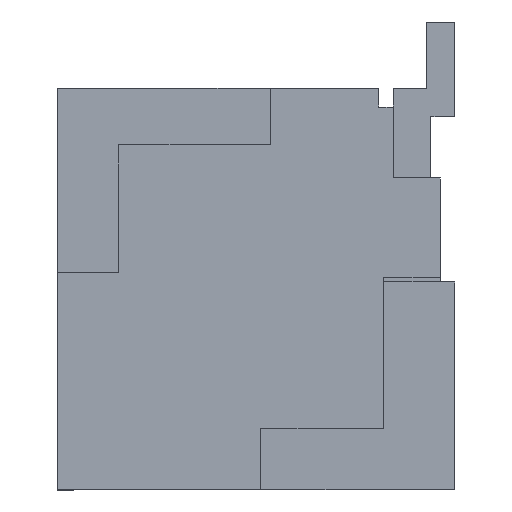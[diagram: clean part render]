
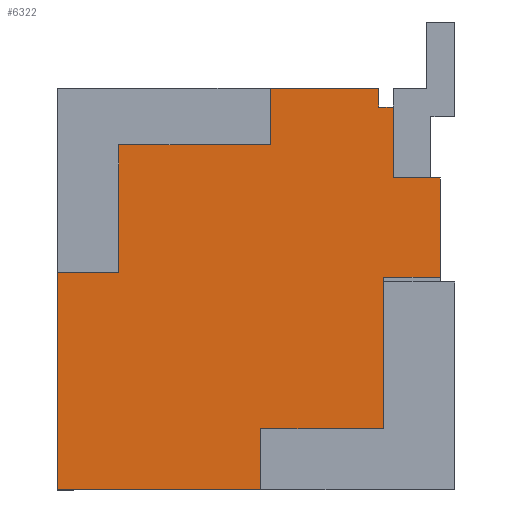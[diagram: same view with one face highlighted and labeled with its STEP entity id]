
A CAD part, left-side view. The second image highlights one B-rep face of the part: STEP entity #6322.
In plain terms, the highlighted planar face has unit normal (-1, 0, 0).
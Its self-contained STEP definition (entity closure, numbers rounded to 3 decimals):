
#61 = VERTEX_POINT ( 'NONE', #4555 ) ;
#67 = DIRECTION ( 'NONE',  ( 0., -1., 0. ) ) ;
#76 = CARTESIAN_POINT ( 'NONE',  ( -13.25, 0.475, 3.725 ) ) ;
#117 = EDGE_CURVE ( 'NONE', #1022, #2095, #2483, .T. ) ;
#136 = ORIENTED_EDGE ( 'NONE', *, *, #5808, .F. ) ;
#190 = VECTOR ( 'NONE', #2471, 1000. ) ;
#200 = LINE ( 'NONE', #496, #4902 ) ;
#323 = VERTEX_POINT ( 'NONE', #1295 ) ;
#364 = EDGE_CURVE ( 'NONE', #4072, #5821, #2341, .T. ) ;
#419 = CARTESIAN_POINT ( 'NONE',  ( -13.25, 1.625, 3.725 ) ) ;
#458 = ORIENTED_EDGE ( 'NONE', *, *, #569, .F. ) ;
#460 = CARTESIAN_POINT ( 'NONE',  ( -13.25, 3.225, 1.775 ) ) ;
#484 = ORIENTED_EDGE ( 'NONE', *, *, #4146, .T. ) ;
#496 = CARTESIAN_POINT ( 'NONE',  ( -13.25, 0.425, 3.725 ) ) ;
#518 = EDGE_CURVE ( 'NONE', #1954, #1022, #4461, .T. ) ;
#569 = EDGE_CURVE ( 'NONE', #61, #3978, #200, .T. ) ;
#592 = DIRECTION ( 'NONE',  ( 0., 1., 0. ) ) ;
#795 = VECTOR ( 'NONE', #2494, 1000. ) ;
#923 = CARTESIAN_POINT ( 'NONE',  ( -13.25, 0.325, 3.525 ) ) ;
#1018 = DIRECTION ( 'NONE',  ( 0., -1., 0. ) ) ;
#1020 = DIRECTION ( 'NONE',  ( 0., 0., -1. ) ) ;
#1022 = VERTEX_POINT ( 'NONE', #76 ) ;
#1080 = EDGE_CURVE ( 'NONE', #2496, #5150, #4278, .T. ) ;
#1082 = DIRECTION ( 'NONE',  ( 0., 0., 1. ) ) ;
#1083 = ORIENTED_EDGE ( 'NONE', *, *, #1080, .F. ) ;
#1134 = DIRECTION ( 'NONE',  ( 0., 1., 0. ) ) ;
#1201 = ORIENTED_EDGE ( 'NONE', *, *, #6121, .F. ) ;
#1205 = VECTOR ( 'NONE', #2304, 1000. ) ;
#1283 = VERTEX_POINT ( 'NONE', #3064 ) ;
#1295 = CARTESIAN_POINT ( 'NONE',  ( -13.25, 0.325, 3.525 ) ) ;
#1330 = CARTESIAN_POINT ( 'NONE',  ( -13.25, 3.875, 3.725 ) ) ;
#1334 = CARTESIAN_POINT ( 'NONE',  ( -13.25, 1.725, 0.125 ) ) ;
#1364 = ORIENTED_EDGE ( 'NONE', *, *, #4311, .F. ) ;
#1413 = ORIENTED_EDGE ( 'NONE', *, *, #2672, .T. ) ;
#1467 = DIRECTION ( 'NONE',  ( 0., 0., 1. ) ) ;
#1507 = ORIENTED_EDGE ( 'NONE', *, *, #5878, .T. ) ;
#1602 = LINE ( 'NONE', #6142, #5575 ) ;
#1680 = VECTOR ( 'NONE', #1082, 1000. ) ;
#1694 = EDGE_CURVE ( 'NONE', #2613, #4072, #5102, .T. ) ;
#1755 = PLANE ( 'NONE',  #5698 ) ;
#1871 = VECTOR ( 'NONE', #2267, 1000. ) ;
#1954 = VERTEX_POINT ( 'NONE', #4324 ) ;
#2014 = ORIENTED_EDGE ( 'NONE', *, *, #2133, .F. ) ;
#2018 = DIRECTION ( 'NONE',  ( 0., 0., 1. ) ) ;
#2049 = LINE ( 'NONE', #6143, #3622 ) ;
#2095 = VERTEX_POINT ( 'NONE', #5464 ) ;
#2133 = EDGE_CURVE ( 'NONE', #5835, #3537, #2503, .T. ) ;
#2267 = DIRECTION ( 'NONE',  ( 0., -1., 0. ) ) ;
#2268 = LINE ( 'NONE', #3486, #5463 ) ;
#2304 = DIRECTION ( 'NONE',  ( 0., 0., 1. ) ) ;
#2316 = CARTESIAN_POINT ( 'NONE',  ( -13.25, 1.725, -0.525 ) ) ;
#2317 = EDGE_CURVE ( 'NONE', #3978, #5835, #3040, .T. ) ;
#2341 = LINE ( 'NONE', #4707, #1871 ) ;
#2471 = DIRECTION ( 'NONE',  ( 0., 0., -1. ) ) ;
#2483 = LINE ( 'NONE', #3654, #3986 ) ;
#2494 = DIRECTION ( 'NONE',  ( 0., 0., 1. ) ) ;
#2496 = VERTEX_POINT ( 'NONE', #3767 ) ;
#2503 = LINE ( 'NONE', #5500, #190 ) ;
#2613 = VERTEX_POINT ( 'NONE', #460 ) ;
#2620 = VECTOR ( 'NONE', #5405, 1000. ) ;
#2672 = EDGE_CURVE ( 'NONE', #323, #1954, #3653, .T. ) ;
#2825 = CARTESIAN_POINT ( 'NONE',  ( -13.25, 3.225, 3.125 ) ) ;
#2900 = FACE_OUTER_BOUND ( 'NONE', #4840, .T. ) ;
#2962 = VECTOR ( 'NONE', #592, 1000. ) ;
#3018 = CARTESIAN_POINT ( 'NONE',  ( -13.25, 3.875, 3.725 ) ) ;
#3040 = LINE ( 'NONE', #5615, #2962 ) ;
#3064 = CARTESIAN_POINT ( 'NONE',  ( -13.25, -0.175, 1.725 ) ) ;
#3103 = CARTESIAN_POINT ( 'NONE',  ( -13.25, 3.225, 3.725 ) ) ;
#3216 = ORIENTED_EDGE ( 'NONE', *, *, #5599, .F. ) ;
#3223 = LINE ( 'NONE', #5516, #4562 ) ;
#3226 = VECTOR ( 'NONE', #1467, 1000. ) ;
#3307 = CARTESIAN_POINT ( 'NONE',  ( -13.25, 0.425, 0.125 ) ) ;
#3346 = VERTEX_POINT ( 'NONE', #6132 ) ;
#3383 = CARTESIAN_POINT ( 'NONE',  ( -13.25, 1.625, 3.125 ) ) ;
#3409 = CARTESIAN_POINT ( 'NONE',  ( -13.25, 0.325, 2.775 ) ) ;
#3420 = DIRECTION ( 'NONE',  ( 0., 0., -1. ) ) ;
#3486 = CARTESIAN_POINT ( 'NONE',  ( -13.25, 3.875, -0.525 ) ) ;
#3537 = VERTEX_POINT ( 'NONE', #2316 ) ;
#3563 = ORIENTED_EDGE ( 'NONE', *, *, #4999, .T. ) ;
#3622 = VECTOR ( 'NONE', #4103, 1000. ) ;
#3653 = LINE ( 'NONE', #923, #3804 ) ;
#3654 = CARTESIAN_POINT ( 'NONE',  ( -13.25, 3.875, 3.725 ) ) ;
#3767 = CARTESIAN_POINT ( 'NONE',  ( -13.25, 3.875, -0.525 ) ) ;
#3804 = VECTOR ( 'NONE', #4390, 1000. ) ;
#3917 = LINE ( 'NONE', #419, #1205 ) ;
#3978 = VERTEX_POINT ( 'NONE', #3307 ) ;
#3986 = VECTOR ( 'NONE', #1134, 1000. ) ;
#4072 = VERTEX_POINT ( 'NONE', #2825 ) ;
#4103 = DIRECTION ( 'NONE',  ( 0., 1., 0. ) ) ;
#4146 = EDGE_CURVE ( 'NONE', #6178, #323, #5716, .T. ) ;
#4278 = LINE ( 'NONE', #3018, #2620 ) ;
#4311 = EDGE_CURVE ( 'NONE', #5150, #2613, #1602, .T. ) ;
#4324 = CARTESIAN_POINT ( 'NONE',  ( -13.25, 0.475, 3.525 ) ) ;
#4378 = ORIENTED_EDGE ( 'NONE', *, *, #117, .T. ) ;
#4390 = DIRECTION ( 'NONE',  ( 0., 1., 0. ) ) ;
#4393 = LINE ( 'NONE', #5550, #4754 ) ;
#4414 = ORIENTED_EDGE ( 'NONE', *, *, #1694, .F. ) ;
#4461 = LINE ( 'NONE', #4918, #795 ) ;
#4555 = CARTESIAN_POINT ( 'NONE',  ( -13.25, 0.425, 1.725 ) ) ;
#4562 = VECTOR ( 'NONE', #2018, 1000. ) ;
#4613 = ORIENTED_EDGE ( 'NONE', *, *, #518, .T. ) ;
#4680 = DIRECTION ( 'NONE',  ( 0., -1., 0. ) ) ;
#4707 = CARTESIAN_POINT ( 'NONE',  ( -13.25, 3.875, 3.125 ) ) ;
#4754 = VECTOR ( 'NONE', #67, 1000. ) ;
#4840 = EDGE_LOOP ( 'NONE', ( #5649, #4414, #1364, #1083, #1507, #2014, #6014, #458, #3216, #3563, #1201, #484, #1413, #4613, #4378, #136 ) ) ;
#4902 = VECTOR ( 'NONE', #1020, 1000. ) ;
#4918 = CARTESIAN_POINT ( 'NONE',  ( -13.25, 0.475, 3.525 ) ) ;
#4999 = EDGE_CURVE ( 'NONE', #1283, #3346, #3223, .T. ) ;
#5102 = LINE ( 'NONE', #3103, #1680 ) ;
#5103 = CARTESIAN_POINT ( 'NONE',  ( -13.25, 3.875, 1.775 ) ) ;
#5150 = VERTEX_POINT ( 'NONE', #5103 ) ;
#5405 = DIRECTION ( 'NONE',  ( 0., 0., 1. ) ) ;
#5463 = VECTOR ( 'NONE', #1018, 1000. ) ;
#5464 = CARTESIAN_POINT ( 'NONE',  ( -13.25, 1.625, 3.725 ) ) ;
#5500 = CARTESIAN_POINT ( 'NONE',  ( -13.25, 1.725, -0.525 ) ) ;
#5516 = CARTESIAN_POINT ( 'NONE',  ( -13.25, -0.175, 3.725 ) ) ;
#5550 = CARTESIAN_POINT ( 'NONE',  ( -13.25, 3.875, 2.775 ) ) ;
#5575 = VECTOR ( 'NONE', #4680, 1000. ) ;
#5599 = EDGE_CURVE ( 'NONE', #1283, #61, #2049, .T. ) ;
#5615 = CARTESIAN_POINT ( 'NONE',  ( -13.25, 3.875, 0.125 ) ) ;
#5616 = CARTESIAN_POINT ( 'NONE',  ( -13.25, 0.325, 2.775 ) ) ;
#5649 = ORIENTED_EDGE ( 'NONE', *, *, #364, .F. ) ;
#5698 = AXIS2_PLACEMENT_3D ( 'NONE', #1330, #5890, #3420 ) ;
#5716 = LINE ( 'NONE', #3409, #3226 ) ;
#5808 = EDGE_CURVE ( 'NONE', #5821, #2095, #3917, .T. ) ;
#5821 = VERTEX_POINT ( 'NONE', #3383 ) ;
#5835 = VERTEX_POINT ( 'NONE', #1334 ) ;
#5878 = EDGE_CURVE ( 'NONE', #2496, #3537, #2268, .T. ) ;
#5890 = DIRECTION ( 'NONE',  ( 1., 0., 0. ) ) ;
#6014 = ORIENTED_EDGE ( 'NONE', *, *, #2317, .F. ) ;
#6121 = EDGE_CURVE ( 'NONE', #6178, #3346, #4393, .T. ) ;
#6132 = CARTESIAN_POINT ( 'NONE',  ( -13.25, -0.175, 2.775 ) ) ;
#6142 = CARTESIAN_POINT ( 'NONE',  ( -13.25, 3.875, 1.775 ) ) ;
#6143 = CARTESIAN_POINT ( 'NONE',  ( -13.25, 3.875, 1.725 ) ) ;
#6178 = VERTEX_POINT ( 'NONE', #5616 ) ;
#6322 = ADVANCED_FACE ( 'NONE', ( #2900 ), #1755, .F. ) ;
